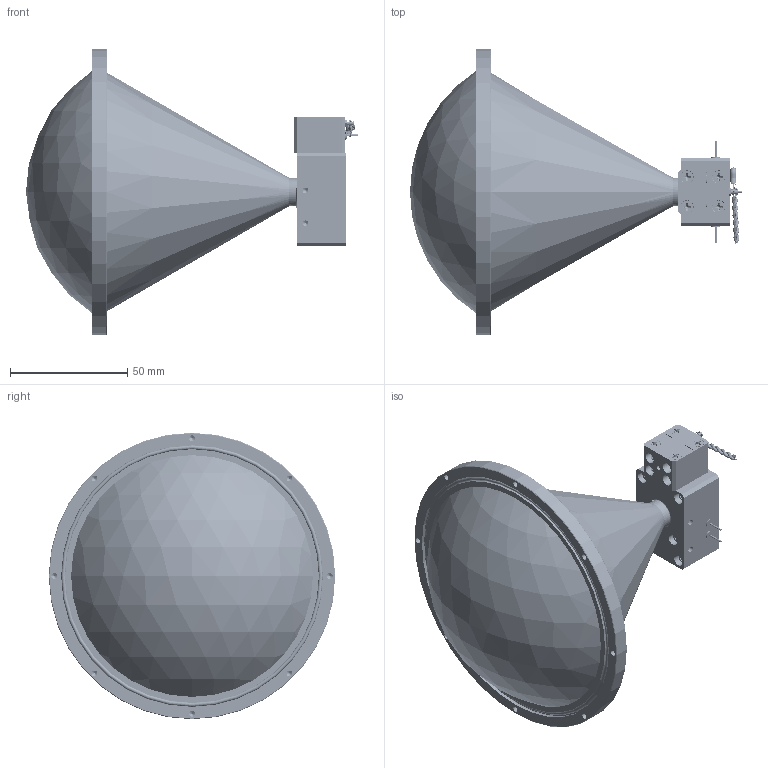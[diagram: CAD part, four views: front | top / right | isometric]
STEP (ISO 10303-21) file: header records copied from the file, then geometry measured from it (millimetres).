
FILE_DESCRIPTION (( 'STEP AP203' ), '1' );
FILE_NAME ('SSS-35300-29L-S1.STEP', '2019-04-10T16:38:34', ( '' ), ( '' ), 'SwSTEP 2.0', 'SolidWorks 2016', '' );
FILE_SCHEMA (( 'CONFIG_CONTROL_DESIGN' ));
Length unit declared in the file: millimetre
Products named in the file (1): SSS-35300-29L-S1
Bounding box: 141.3 x 121.92 x 121.92 mm (x, y, z)
Volume: 219626.4 mm3; surface area: 86251.3 mm2
Topology: 37 solids, 37 shells, 1923 faces, 5098 edges, 3278 vertices
Faces by surface type: cylinder 1093, plane 412, cone 341, bspline 62, torus 13, sphere 2
Entity records: 95959 total; most frequent: CARTESIAN_POINT 53615, ORIENTED_EDGE 10028, DIRECTION 7613, EDGE_CURVE 5014, VERTEX_POINT 3278, AXIS2_PLACEMENT_3D 2875, EDGE_LOOP 2140, FACE_OUTER_BOUND 1923
